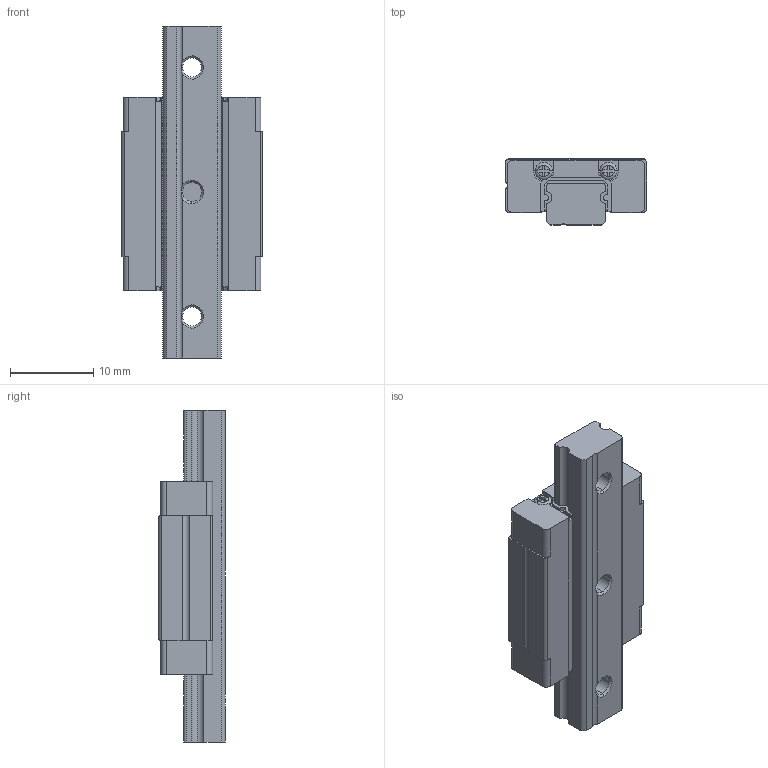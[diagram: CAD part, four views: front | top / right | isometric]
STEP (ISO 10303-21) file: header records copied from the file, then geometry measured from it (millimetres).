
FILE_DESCRIPTION (( 'STEP AP214' ), '1' );
FILE_NAME ('C_SM7N_Assy.STEP', '2024-12-14T01:00:33', ( 'user' ), ( '' ), 'SwSTEP 2.0', 'SolidWorks 2023', '' );
FILE_SCHEMA (( 'AUTOMOTIVE_DESIGN' ));
Length unit declared in the file: millimetre
Products named in the file (3): C_SM7N_block; C_SM7_Rail; C_SM7N_Assy
Assembly tree (2 placements, depth 2):
  C_SM7N_Assy
    C_SM7N_block
    C_SM7_Rail
Bounding box: 17 x 8 x 40 mm (x, y, z)
Volume: 3136.1 mm3; surface area: 2683.6 mm2
Topology: 2 solids, 2 shells, 265 faces, 731 edges, 470 vertices
Faces by surface type: plane 157, cylinder 72, cone 28, torus 8
Entity records: 8555 total; most frequent: CARTESIAN_POINT 1704, ORIENTED_EDGE 1446, DIRECTION 1395, EDGE_CURVE 723, VERTEX_POINT 470, VECTOR 465, LINE 465, AXIS2_PLACEMENT_3D 465
